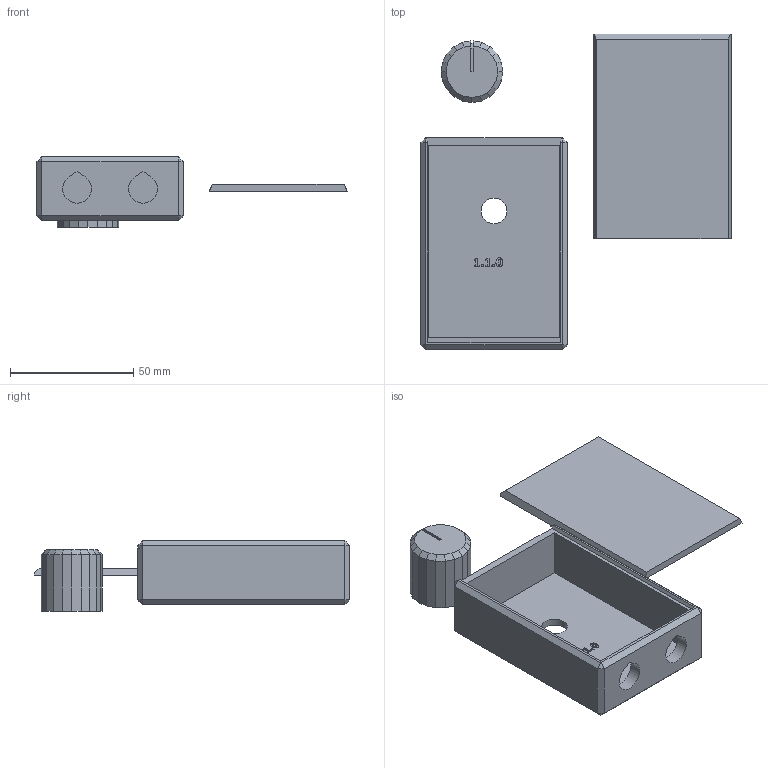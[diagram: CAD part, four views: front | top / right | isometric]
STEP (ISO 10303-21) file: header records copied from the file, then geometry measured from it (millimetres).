
FILE_DESCRIPTION(/* description */ (''),/* implementation_level */ '2;1');
FILE_NAME(/* name */ 'LearningKitPotiBox.stp',/* time_stamp */ '2025-04-09T14:46:26+02:00',/* author */ ('Maximilian Hock'),/* organization */ (''),/* preprocessor_version */ 'ST-DEVELOPER v20',/* originating_system */ 'Autodesk Inventor 2024',/* authorisation */ '');
FILE_SCHEMA (('AUTOMOTIVE_DESIGN { 1 0 10303 214 3 1 1 }'));
Length unit declared in the file: millimetre
Products named in the file (4): LearningKitPotiBox; PotiBoxCase; PotiBoxKnob; PotiBoxLid
Assembly tree (3 placements, depth 2):
  LearningKitPotiBox
    PotiBoxCase
    PotiBoxKnob
    PotiBoxLid
Bounding box: 125.85 x 127.98 x 28.63 mm (x, y, z)
Volume: 55379.4 mm3; surface area: 36657.5 mm2
Topology: 3 solids, 3 shells, 250 faces, 637 edges, 409 vertices
Faces by surface type: plane 194, bspline 46, cylinder 10
Full cylindrical faces by diameter (mm): 10.41 x1, 20 x1
Entity records: 7959 total; most frequent: CARTESIAN_POINT 2092, ORIENTED_EDGE 1278, DIRECTION 979, EDGE_CURVE 639, LINE 513, VECTOR 513, VERTEX_POINT 409, EDGE_LOOP 272
